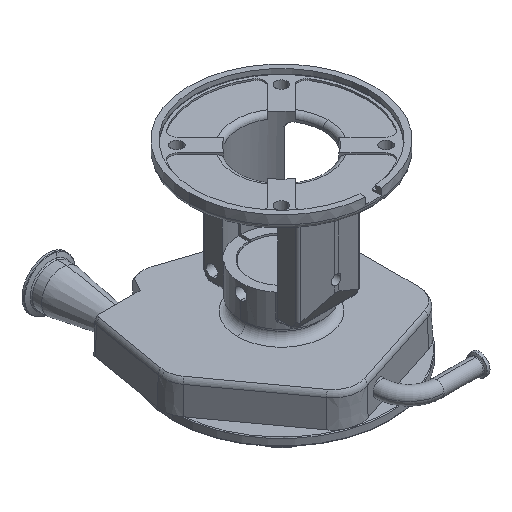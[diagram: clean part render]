
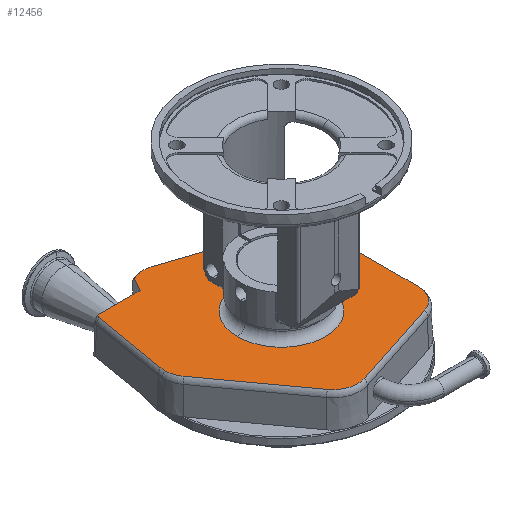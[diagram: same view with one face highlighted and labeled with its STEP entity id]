
A CAD part, isometric view. The second image highlights one B-rep face of the part: STEP entity #12456.
In plain terms, the highlighted planar face has unit normal (0, 0, 1).
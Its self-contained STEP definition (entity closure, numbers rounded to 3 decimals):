
#52 = CARTESIAN_POINT ( 'NONE',  ( 80.497, 58.485, -189. ) ) ;
#92 = EDGE_CURVE ( 'NONE', #12444, #7126, #7566, .T. ) ;
#97 = DIRECTION ( 'NONE',  ( 0., 0., -1. ) ) ;
#145 = CARTESIAN_POINT ( 'NONE',  ( 35.373, 106.16, -189. ) ) ;
#154 = VERTEX_POINT ( 'NONE', #5125 ) ;
#404 = ORIENTED_EDGE ( 'NONE', *, *, #11141, .F. ) ;
#522 = VECTOR ( 'NONE', #10762, 1000. ) ;
#523 = ORIENTED_EDGE ( 'NONE', *, *, #13057, .F. ) ;
#702 = DIRECTION ( 'NONE',  ( 0.168, 0.986, 0. ) ) ;
#725 = CIRCLE ( 'NONE', #12509, 7.141 ) ;
#856 = CARTESIAN_POINT ( 'NONE',  ( 80.497, -58.485, -189. ) ) ;
#988 = VERTEX_POINT ( 'NONE', #8569 ) ;
#1067 = CARTESIAN_POINT ( 'NONE',  ( -21.115, -124.274, -189. ) ) ;
#1143 = CIRCLE ( 'NONE', #8371, 31.169 ) ;
#1201 = DIRECTION ( 'NONE',  ( -0.588, 0.809, 0. ) ) ;
#1217 = DIRECTION ( 'NONE',  ( -0.5, -0.866, 0. ) ) ;
#1332 = VERTEX_POINT ( 'NONE', #10003 ) ;
#1349 = CIRCLE ( 'NONE', #13563, 31.169 ) ;
#1352 = VERTEX_POINT ( 'NONE', #10991 ) ;
#1422 = LINE ( 'NONE', #11027, #8850 ) ;
#1451 = EDGE_CURVE ( 'NONE', #3238, #11004, #725, .T. ) ;
#1457 = VECTOR ( 'NONE', #3297, 1000. ) ;
#1475 = VERTEX_POINT ( 'NONE', #8771 ) ;
#1483 = VECTOR ( 'NONE', #10456, 1000. ) ;
#1508 = CARTESIAN_POINT ( 'NONE',  ( -56.311, 126.782, -189. ) ) ;
#1705 = CARTESIAN_POINT ( 'NONE',  ( -54.056, 127.697, -189. ) ) ;
#1713 = CARTESIAN_POINT ( 'NONE',  ( 90.129, -88.128, -189. ) ) ;
#1725 = ORIENTED_EDGE ( 'NONE', *, *, #7304, .F. ) ;
#1780 = CARTESIAN_POINT ( 'NONE',  ( -151.359, -74.059, -189. ) ) ;
#1815 = AXIS2_PLACEMENT_3D ( 'NONE', #6064, #10382, #9325 ) ;
#1894 = ORIENTED_EDGE ( 'NONE', *, *, #3602, .F. ) ;
#2227 = DIRECTION ( 'NONE',  ( 1., 0., 0. ) ) ;
#2376 = ORIENTED_EDGE ( 'NONE', *, *, #13728, .F. ) ;
#2384 = CARTESIAN_POINT ( 'NONE',  ( -105.659, 8.501, -189. ) ) ;
#2436 = DIRECTION ( 'NONE',  ( 1., 0., 0. ) ) ;
#2474 = AXIS2_PLACEMENT_3D ( 'NONE', #5560, #4258, #2227 ) ;
#2507 = VECTOR ( 'NONE', #702, 1000. ) ;
#2767 = DIRECTION ( 'NONE',  ( 1., 0., 0. ) ) ;
#2827 = ORIENTED_EDGE ( 'NONE', *, *, #8490, .F. ) ;
#3100 = EDGE_CURVE ( 'NONE', #13290, #154, #8315, .T. ) ;
#3127 = CARTESIAN_POINT ( 'NONE',  ( 0., 0., -189. ) ) ;
#3238 = VERTEX_POINT ( 'NONE', #5657 ) ;
#3297 = DIRECTION ( 'NONE',  ( -1., 0., 0. ) ) ;
#3504 = VERTEX_POINT ( 'NONE', #4987 ) ;
#3568 = PLANE ( 'NONE',  #11981 ) ;
#3596 = DIRECTION ( 'NONE',  ( 1., 0., 0. ) ) ;
#3602 = EDGE_CURVE ( 'NONE', #8276, #1332, #8264, .T. ) ;
#3855 = VERTEX_POINT ( 'NONE', #6502 ) ;
#4058 = DIRECTION ( 'NONE',  ( -1., 0., 0. ) ) ;
#4258 = DIRECTION ( 'NONE',  ( 0., 0., -1. ) ) ;
#4373 = EDGE_LOOP ( 'NONE', ( #7363, #13084, #9637, #11126, #10274, #9941, #2827, #2376, #7036, #6448, #523, #1894, #7793, #10858, #10203 ) ) ;
#4401 = DIRECTION ( 'NONE',  ( 0.95, -0.313, 0. ) ) ;
#4654 = VERTEX_POINT ( 'NONE', #1713 ) ;
#4783 = EDGE_CURVE ( 'NONE', #154, #11004, #13019, .T. ) ;
#4987 = CARTESIAN_POINT ( 'NONE',  ( -136.828, 8.501, -189. ) ) ;
#5125 = CARTESIAN_POINT ( 'NONE',  ( -66., 110., -189. ) ) ;
#5560 = CARTESIAN_POINT ( 'NONE',  ( -105.659, 8.501, -189. ) ) ;
#5655 = LINE ( 'NONE', #1067, #522 ) ;
#5657 = CARTESIAN_POINT ( 'NONE',  ( -120.629, 106.114, -189. ) ) ;
#5850 = DIRECTION ( 'NONE',  ( 0., 0., -1. ) ) ;
#5877 = LINE ( 'NONE', #1780, #2507 ) ;
#5918 = EDGE_CURVE ( 'NONE', #7662, #1475, #11719, .T. ) ;
#6064 = CARTESIAN_POINT ( 'NONE',  ( 0., 0., -189. ) ) ;
#6136 = CARTESIAN_POINT ( 'NONE',  ( 111.666, -94.63, -189. ) ) ;
#6277 = DIRECTION ( 'NONE',  ( 1., 0., 0. ) ) ;
#6306 = CIRCLE ( 'NONE', #10823, 55. ) ;
#6355 = CARTESIAN_POINT ( 'NONE',  ( 0., 110., -189. ) ) ;
#6395 = DIRECTION ( 'NONE',  ( 0., 0., -1. ) ) ;
#6448 = ORIENTED_EDGE ( 'NONE', *, *, #10488, .F. ) ;
#6502 = CARTESIAN_POINT ( 'NONE',  ( -130.877, -9.817, -189. ) ) ;
#6915 = FACE_BOUND ( 'NONE', #8006, .T. ) ;
#6977 = DIRECTION ( 'NONE',  ( 0., 0., 1. ) ) ;
#7036 = ORIENTED_EDGE ( 'NONE', *, *, #92, .F. ) ;
#7126 = VERTEX_POINT ( 'NONE', #9234 ) ;
#7259 = VERTEX_POINT ( 'NONE', #7448 ) ;
#7304 = EDGE_CURVE ( 'NONE', #13170, #988, #6306, .T. ) ;
#7317 = CARTESIAN_POINT ( 'NONE',  ( -21.354, 187.329, -189. ) ) ;
#7332 = EDGE_CURVE ( 'NONE', #1352, #8276, #1349, .T. ) ;
#7342 = AXIS2_PLACEMENT_3D ( 'NONE', #13582, #5850, #8046 ) ;
#7363 = ORIENTED_EDGE ( 'NONE', *, *, #11050, .F. ) ;
#7448 = CARTESIAN_POINT ( 'NONE',  ( -136.384, 13.741, -189. ) ) ;
#7566 = CIRCLE ( 'NONE', #7342, 31.169 ) ;
#7662 = VERTEX_POINT ( 'NONE', #1705 ) ;
#7793 = ORIENTED_EDGE ( 'NONE', *, *, #7332, .F. ) ;
#7876 = AXIS2_PLACEMENT_3D ( 'NONE', #9534, #13591, #6277 ) ;
#7906 = CARTESIAN_POINT ( 'NONE',  ( -118.603, 110., -189. ) ) ;
#7912 = CIRCLE ( 'NONE', #2474, 31.169 ) ;
#8006 = EDGE_LOOP ( 'NONE', ( #1725, #404 ) ) ;
#8046 = DIRECTION ( 'NONE',  ( 1., 0., 0. ) ) ;
#8264 = LINE ( 'NONE', #6136, #1483 ) ;
#8276 = VERTEX_POINT ( 'NONE', #12366 ) ;
#8315 = LINE ( 'NONE', #7317, #13216 ) ;
#8371 = AXIS2_PLACEMENT_3D ( 'NONE', #2384, #97, #11025 ) ;
#8398 = DIRECTION ( 'NONE',  ( 0., 0., 1. ) ) ;
#8490 = EDGE_CURVE ( 'NONE', #3855, #3504, #1143, .T. ) ;
#8569 = CARTESIAN_POINT ( 'NONE',  ( -55., 0., -189. ) ) ;
#8607 = LINE ( 'NONE', #145, #13343 ) ;
#8771 = CARTESIAN_POINT ( 'NONE',  ( -32.427, 128.486, -189. ) ) ;
#8845 = DIRECTION ( 'NONE',  ( 0., 0., -1. ) ) ;
#8850 = VECTOR ( 'NONE', #1201, 1000. ) ;
#9234 = CARTESIAN_POINT ( 'NONE',  ( -55.966, -112.948, -189. ) ) ;
#9325 = DIRECTION ( 'NONE',  ( 1., 0., 0. ) ) ;
#9534 = CARTESIAN_POINT ( 'NONE',  ( -42.176, 98.881, -189. ) ) ;
#9580 = DIRECTION ( 'NONE',  ( 1., 0., 0. ) ) ;
#9637 = ORIENTED_EDGE ( 'NONE', *, *, #4783, .T. ) ;
#9718 = DIRECTION ( 'NONE',  ( 1., 0., 0. ) ) ;
#9941 = ORIENTED_EDGE ( 'NONE', *, *, #12310, .F. ) ;
#9956 = CARTESIAN_POINT ( 'NONE',  ( 0., 175., -189. ) ) ;
#10003 = CARTESIAN_POINT ( 'NONE',  ( 111.666, -58.485, -189. ) ) ;
#10203 = ORIENTED_EDGE ( 'NONE', *, *, #5918, .F. ) ;
#10274 = ORIENTED_EDGE ( 'NONE', *, *, #13411, .F. ) ;
#10382 = DIRECTION ( 'NONE',  ( 0., 0., 1. ) ) ;
#10393 = CIRCLE ( 'NONE', #1815, 55. ) ;
#10456 = DIRECTION ( 'NONE',  ( 0., -1., 0. ) ) ;
#10488 = EDGE_CURVE ( 'NONE', #4654, #12444, #5655, .T. ) ;
#10762 = DIRECTION ( 'NONE',  ( -0.951, -0.309, 0. ) ) ;
#10778 = DIRECTION ( 'NONE',  ( 0., 0., 1. ) ) ;
#10823 = AXIS2_PLACEMENT_3D ( 'NONE', #3127, #10778, #9718 ) ;
#10858 = ORIENTED_EDGE ( 'NONE', *, *, #11239, .F. ) ;
#10991 = CARTESIAN_POINT ( 'NONE',  ( 90.246, 88.09, -189. ) ) ;
#11004 = VERTEX_POINT ( 'NONE', #7906 ) ;
#11025 = DIRECTION ( 'NONE',  ( 1., 0., 0. ) ) ;
#11027 = CARTESIAN_POINT ( 'NONE',  ( -55.966, -112.948, -189. ) ) ;
#11050 = EDGE_CURVE ( 'NONE', #13290, #7662, #11486, .T. ) ;
#11089 = CIRCLE ( 'NONE', #11778, 31.169 ) ;
#11126 = ORIENTED_EDGE ( 'NONE', *, *, #1451, .F. ) ;
#11141 = EDGE_CURVE ( 'NONE', #988, #13170, #10393, .T. ) ;
#11239 = EDGE_CURVE ( 'NONE', #1475, #1352, #8607, .T. ) ;
#11486 = CIRCLE ( 'NONE', #12892, 228.831 ) ;
#11719 = CIRCLE ( 'NONE', #7876, 31.169 ) ;
#11778 = AXIS2_PLACEMENT_3D ( 'NONE', #856, #12497, #2767 ) ;
#11965 = CARTESIAN_POINT ( 'NONE',  ( 55., 0., -189. ) ) ;
#11981 = AXIS2_PLACEMENT_3D ( 'NONE', #9956, #6977, #2436 ) ;
#12310 = EDGE_CURVE ( 'NONE', #3504, #7259, #7912, .T. ) ;
#12366 = CARTESIAN_POINT ( 'NONE',  ( 111.666, 58.485, -189. ) ) ;
#12444 = VERTEX_POINT ( 'NONE', #13432 ) ;
#12456 = ADVANCED_FACE ( 'NONE', ( #6915, #13359 ), #3568, .T. ) ;
#12497 = DIRECTION ( 'NONE',  ( 0., 0., -1. ) ) ;
#12509 = AXIS2_PLACEMENT_3D ( 'NONE', #13314, #8845, #3596 ) ;
#12892 = AXIS2_PLACEMENT_3D ( 'NONE', #13801, #8398, #4058 ) ;
#13019 = LINE ( 'NONE', #6355, #1457 ) ;
#13057 = EDGE_CURVE ( 'NONE', #1332, #4654, #11089, .T. ) ;
#13084 = ORIENTED_EDGE ( 'NONE', *, *, #3100, .T. ) ;
#13170 = VERTEX_POINT ( 'NONE', #11965 ) ;
#13216 = VECTOR ( 'NONE', #1217, 1000. ) ;
#13290 = VERTEX_POINT ( 'NONE', #1508 ) ;
#13314 = CARTESIAN_POINT ( 'NONE',  ( -113.59, 104.914, -189. ) ) ;
#13343 = VECTOR ( 'NONE', #4401, 1000. ) ;
#13359 = FACE_OUTER_BOUND ( 'NONE', #4373, .T. ) ;
#13411 = EDGE_CURVE ( 'NONE', #7259, #3238, #5877, .T. ) ;
#13432 = CARTESIAN_POINT ( 'NONE',  ( -21.115, -124.274, -189. ) ) ;
#13563 = AXIS2_PLACEMENT_3D ( 'NONE', #52, #6395, #9580 ) ;
#13582 = CARTESIAN_POINT ( 'NONE',  ( -30.747, -94.63, -189. ) ) ;
#13591 = DIRECTION ( 'NONE',  ( 0., 0., -1. ) ) ;
#13728 = EDGE_CURVE ( 'NONE', #7126, #3855, #1422, .T. ) ;
#13801 = CARTESIAN_POINT ( 'NONE',  ( -141.268, 339.257, -189. ) ) ;
